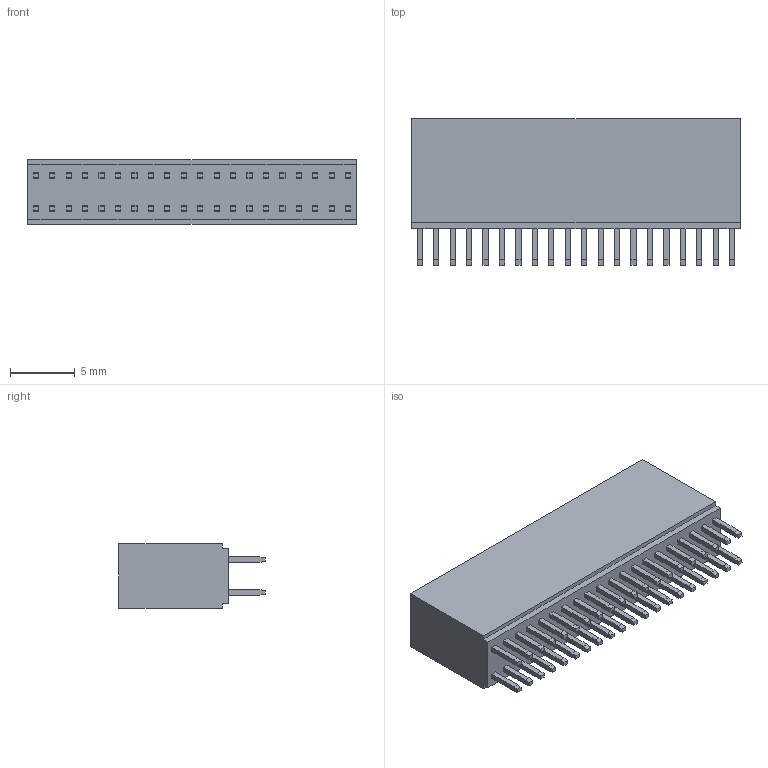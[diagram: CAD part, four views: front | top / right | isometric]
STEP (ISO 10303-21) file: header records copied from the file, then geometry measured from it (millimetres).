
FILE_DESCRIPTION( ('This file contains a STEP AP42 implementation' ,'as created by ZW3D STEP Interface translator.') ,'2;1' );
FILE_NAME( '2485-2XXSXXXYNX1.stp' ,'23 411.115036', (''), ('ZWCAD Software Co.'), 'Version 1.0', 'ZW3D to STEP translator', '' );
FILE_SCHEMA(('AUTOMOTIVE_DESIGN { 1 0 10303 214 1 1 1 1 }'));
Length unit declared in the file: millimetre
Products named in the file (2): 0; 2485-220SXXXYNX1
Bounding box: 25.4 x 11.3 x 5 mm (x, y, z)
Volume: 0 mm3; surface area: 3181 mm2
Topology: 1 solids, 3 shells, 2802 faces, 8296 edges, 5344 vertices
Faces by surface type: plane 2122, cylinder 600, bspline 80
Entity records: 121217 total; most frequent: CARTESIAN_POINT 57989, ORIENTED_EDGE 16994, EDGE_CURVE 8290, B_SPLINE_CURVE_WITH_KNOTS 7375, DIRECTION 6361, VERTEX_POINT 5344, EDGE_LOOP 2970, FACE_OUTER_BOUND 2802
